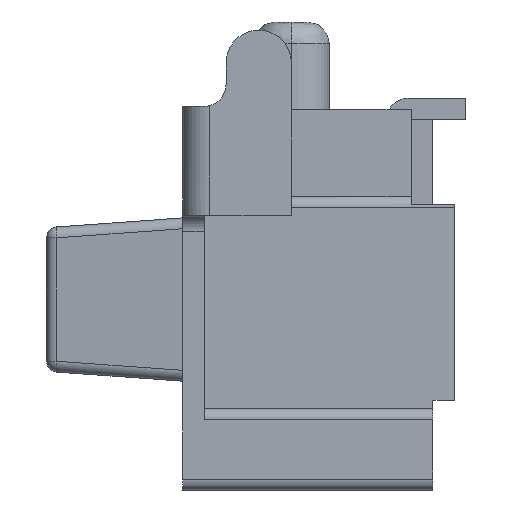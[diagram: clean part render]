
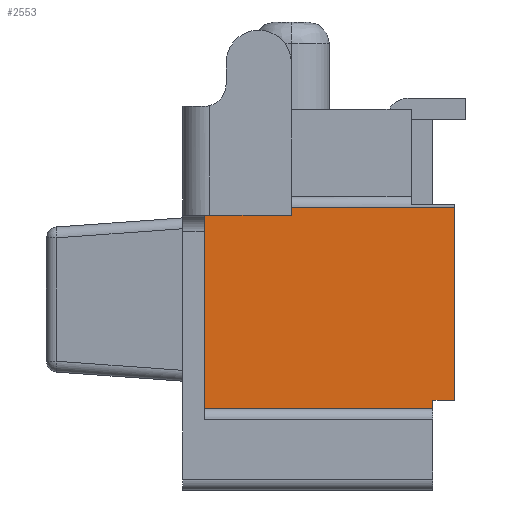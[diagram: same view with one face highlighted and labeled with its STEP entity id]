
A CAD part, left-side view. The second image highlights one B-rep face of the part: STEP entity #2553.
In plain terms, the highlighted planar face has unit normal (-1, 0, 0).
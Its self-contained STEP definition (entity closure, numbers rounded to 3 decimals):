
#62=DIRECTION('',(0.,0.,1.));
#63=VECTOR('',#62,1.775);
#64=CARTESIAN_POINT('',(-3.1,0.,0.825));
#65=LINE('',#64,#63);
#659=DIRECTION('',(0.,1.,0.));
#660=VECTOR('',#659,2.3);
#661=CARTESIAN_POINT('',(-3.1,0.,2.6));
#662=LINE('',#661,#660);
#692=DIRECTION('',(0.,0.,1.));
#693=VECTOR('',#692,0.075);
#694=CARTESIAN_POINT('',(-3.1,0.2,0.75));
#695=LINE('',#694,#693);
#696=DIRECTION('',(0.,1.,0.));
#697=VECTOR('',#696,2.1);
#698=CARTESIAN_POINT('',(-3.1,0.2,0.75));
#699=LINE('',#698,#697);
#700=DIRECTION('',(0.,0.,1.));
#701=VECTOR('',#700,1.85);
#702=CARTESIAN_POINT('',(-3.1,2.3,0.75));
#703=LINE('',#702,#701);
#704=DIRECTION('',(0.,1.,0.));
#705=VECTOR('',#704,0.2);
#706=CARTESIAN_POINT('',(-3.1,0.,0.825));
#707=LINE('',#706,#705);
#1321=CARTESIAN_POINT('',(-3.1,2.3,0.75));
#1322=VERTEX_POINT('',#1321);
#1323=CARTESIAN_POINT('',(-3.1,2.3,2.6));
#1324=VERTEX_POINT('',#1323);
#1341=CARTESIAN_POINT('',(-3.1,0.,2.6));
#1342=VERTEX_POINT('',#1341);
#1436=CARTESIAN_POINT('',(-3.1,0.2,0.75));
#1437=VERTEX_POINT('',#1436);
#1438=CARTESIAN_POINT('',(-3.1,0.2,0.825));
#1439=VERTEX_POINT('',#1438);
#1440=CARTESIAN_POINT('',(-3.1,0.,0.825));
#1441=VERTEX_POINT('',#1440);
#2539=CARTESIAN_POINT('',(-3.1,0.,0.75));
#2540=DIRECTION('',(-1.,0.,0.));
#2541=DIRECTION('',(0.,0.,1.));
#2542=AXIS2_PLACEMENT_3D('',#2539,#2540,#2541);
#2543=PLANE('',#2542);
#2544=ORIENTED_EDGE('',*,*,#1746,.F.);
#2546=ORIENTED_EDGE('',*,*,#2545,.T.);
#2547=ORIENTED_EDGE('',*,*,#1909,.T.);
#2548=ORIENTED_EDGE('',*,*,#2438,.F.);
#2549=ORIENTED_EDGE('',*,*,#1675,.F.);
#2550=ORIENTED_EDGE('',*,*,#2533,.T.);
#2551=EDGE_LOOP('',(#2544,#2546,#2547,#2548,#2549,#2550));
#2552=FACE_OUTER_BOUND('',#2551,.F.);
#1675=EDGE_CURVE('',#1441,#1342,#65,.T.);
#1746=EDGE_CURVE('',#1437,#1439,#695,.T.);
#1909=EDGE_CURVE('',#1322,#1324,#703,.T.);
#2438=EDGE_CURVE('',#1342,#1324,#662,.T.);
#2533=EDGE_CURVE('',#1441,#1439,#707,.T.);
#2545=EDGE_CURVE('',#1437,#1322,#699,.T.);
#2553=ADVANCED_FACE('',(#2552),#2543,.T.);
